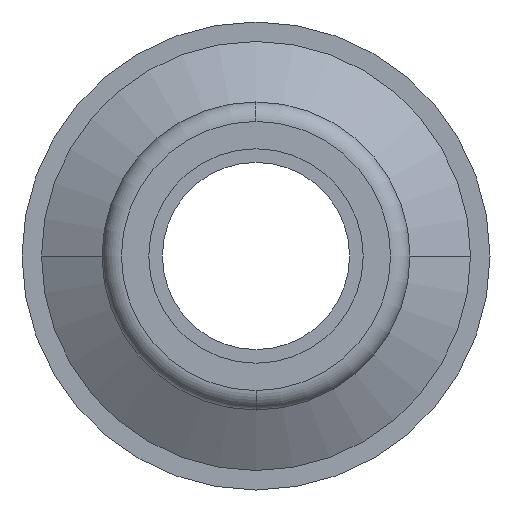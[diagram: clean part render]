
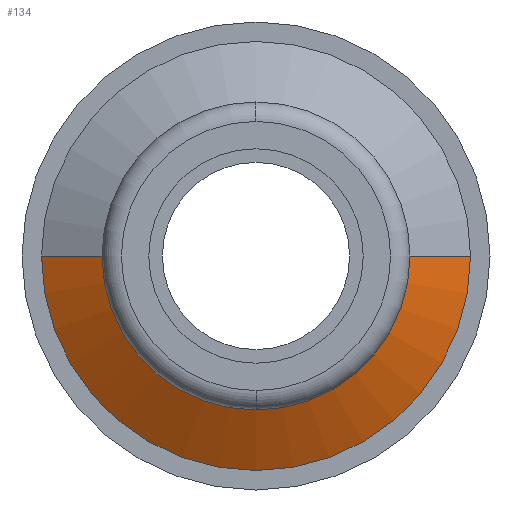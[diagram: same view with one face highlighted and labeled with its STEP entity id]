
A CAD part, front view. The second image highlights one B-rep face of the part: STEP entity #134.
In plain terms, the highlighted conical face has half-angle 60 degrees and reference radius 4.725 mm.
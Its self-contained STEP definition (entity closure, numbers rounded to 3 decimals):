
#134=ADVANCED_FACE('',(#304),#305,.T.);
#304=FACE_OUTER_BOUND('',#503,.T.);
#305=CONICAL_SURFACE('',#504,4.725,1.047);
#503=EDGE_LOOP('',(#820,#821,#822,#823));
#504=AXIS2_PLACEMENT_3D('',#824,#825,#826);
#820=ORIENTED_EDGE('',*,*,#1136,.F.);
#821=ORIENTED_EDGE('',*,*,#1223,.T.);
#822=ORIENTED_EDGE('',*,*,#1138,.F.);
#823=ORIENTED_EDGE('',*,*,#1224,.F.);
#824=CARTESIAN_POINT('',(0.0,8.447,0.0));
#825=DIRECTION('',(-0.0,1.0,-0.0));
#826=DIRECTION('',(1.0,0.0,0.0));
#1136=EDGE_CURVE('',#1342,#1343,#1344,.T.);
#1138=EDGE_CURVE('',#1345,#1347,#1348,.T.);
#1223=EDGE_CURVE('',#1342,#1347,#1478,.T.);
#1224=EDGE_CURVE('',#1343,#1345,#1479,.T.);
#1342=VERTEX_POINT('',#1620);
#1343=VERTEX_POINT('',#1621);
#1344=LINE('',#1622,#1623);
#1345=VERTEX_POINT('',#1624);
#1347=VERTEX_POINT('',#1626);
#1348=LINE('',#1627,#1628);
#1478=CIRCLE('',#1774,3.95);
#1479=CIRCLE('',#1775,5.5);
#1620=CARTESIAN_POINT('',(3.95,8.0,0.0));
#1621=CARTESIAN_POINT('',(5.5,8.895,0.0));
#1622=CARTESIAN_POINT('',(4.725,8.447,0.));
#1623=VECTOR('',#1930,1.0);
#1624=CARTESIAN_POINT('',(-5.5,8.895,0.));
#1626=CARTESIAN_POINT('',(-3.95,8.0,0.));
#1627=CARTESIAN_POINT('',(-4.725,8.447,0.));
#1628=VECTOR('',#1934,1.0);
#1774=AXIS2_PLACEMENT_3D('',#2095,#2096,#2097);
#1775=AXIS2_PLACEMENT_3D('',#2098,#2099,#2100);
#1930=DIRECTION('',(0.866,0.5,0.));
#1934=DIRECTION('',(0.866,-0.5,0.));
#2095=CARTESIAN_POINT('',(0.0,8.0,0.0));
#2096=DIRECTION('',(-0.0,1.0,0.0));
#2097=DIRECTION('',(1.0,0.0,0.0));
#2098=CARTESIAN_POINT('',(0.0,8.895,0.0));
#2099=DIRECTION('',(-0.0,1.0,0.0));
#2100=DIRECTION('',(1.0,0.0,0.0));
